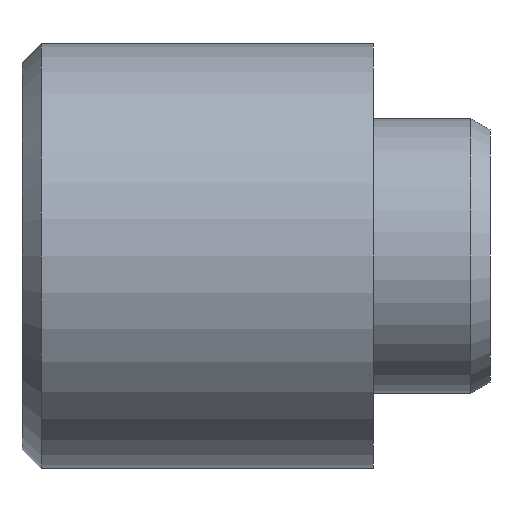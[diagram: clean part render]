
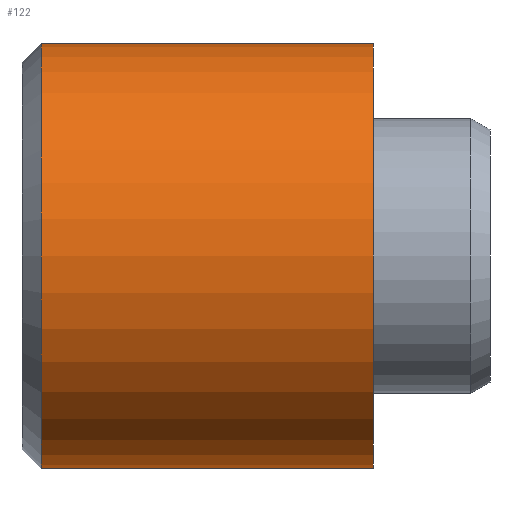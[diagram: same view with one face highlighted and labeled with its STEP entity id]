
A CAD part, left-side view. The second image highlights one B-rep face of the part: STEP entity #122.
In plain terms, the highlighted cylindrical face has radius 2.78 mm (diameter 5.56 mm), a partial arc.
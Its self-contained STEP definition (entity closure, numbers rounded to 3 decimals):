
#5 = CARTESIAN_POINT ( 'NONE',  ( 0., 4.35, -2.78 ) ) ;
#9 = FACE_OUTER_BOUND ( 'NONE', #199, .T. ) ;
#14 = VERTEX_POINT ( 'NONE', #146 ) ;
#19 = EDGE_CURVE ( 'NONE', #14, #388, #190, .T. ) ;
#21 = DIRECTION ( 'NONE',  ( 0., 1., 0. ) ) ;
#29 = DIRECTION ( 'NONE',  ( 0., 0., 1. ) ) ;
#62 = CARTESIAN_POINT ( 'NONE',  ( 0., 36.602, -2.78 ) ) ;
#84 = CARTESIAN_POINT ( 'NONE',  ( 0., 36.602, 0. ) ) ;
#103 = LINE ( 'NONE', #62, #238 ) ;
#114 = DIRECTION ( 'NONE',  ( 0., 0., -1. ) ) ;
#122 = ADVANCED_FACE ( 'NONE', ( #9 ), #298, .T. ) ;
#129 = VERTEX_POINT ( 'NONE', #196 ) ;
#131 = VERTEX_POINT ( 'NONE', #437 ) ;
#137 = EDGE_CURVE ( 'NONE', #129, #388, #103, .T. ) ;
#143 = CIRCLE ( 'NONE', #317, 2.78 ) ;
#146 = CARTESIAN_POINT ( 'NONE',  ( 0., 4.35, 2.78 ) ) ;
#157 = DIRECTION ( 'NONE',  ( 0., 1., 0. ) ) ;
#190 = CIRCLE ( 'NONE', #402, 2.78 ) ;
#196 = CARTESIAN_POINT ( 'NONE',  ( 0., 0., -2.78 ) ) ;
#199 = EDGE_LOOP ( 'NONE', ( #299, #225, #453, #430 ) ) ;
#211 = DIRECTION ( 'NONE',  ( 0., 1., 0. ) ) ;
#219 = EDGE_CURVE ( 'NONE', #129, #131, #143, .T. ) ;
#225 = ORIENTED_EDGE ( 'NONE', *, *, #219, .T. ) ;
#238 = VECTOR ( 'NONE', #240, 1000. ) ;
#240 = DIRECTION ( 'NONE',  ( 0., 1., 0. ) ) ;
#255 = CARTESIAN_POINT ( 'NONE',  ( 0., 4.35, 0. ) ) ;
#281 = AXIS2_PLACEMENT_3D ( 'NONE', #84, #157, #297 ) ;
#297 = DIRECTION ( 'NONE',  ( 0., 0., 1. ) ) ;
#298 = CYLINDRICAL_SURFACE ( 'NONE', #281, 2.78 ) ;
#299 = ORIENTED_EDGE ( 'NONE', *, *, #137, .F. ) ;
#313 = LINE ( 'NONE', #463, #403 ) ;
#317 = AXIS2_PLACEMENT_3D ( 'NONE', #470, #211, #29 ) ;
#325 = DIRECTION ( 'NONE',  ( 0., -1., 0. ) ) ;
#388 = VERTEX_POINT ( 'NONE', #5 ) ;
#402 = AXIS2_PLACEMENT_3D ( 'NONE', #255, #325, #114 ) ;
#403 = VECTOR ( 'NONE', #21, 1000. ) ;
#430 = ORIENTED_EDGE ( 'NONE', *, *, #19, .T. ) ;
#437 = CARTESIAN_POINT ( 'NONE',  ( 0., 0., 2.78 ) ) ;
#438 = EDGE_CURVE ( 'NONE', #131, #14, #313, .T. ) ;
#453 = ORIENTED_EDGE ( 'NONE', *, *, #438, .T. ) ;
#463 = CARTESIAN_POINT ( 'NONE',  ( 0., 36.602, 2.78 ) ) ;
#470 = CARTESIAN_POINT ( 'NONE',  ( 0., 0., 0. ) ) ;
